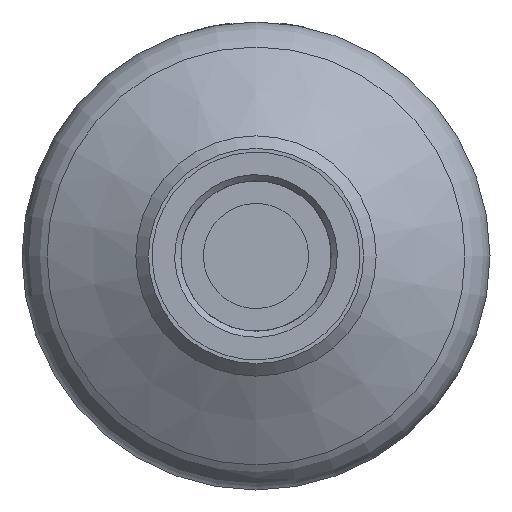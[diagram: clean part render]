
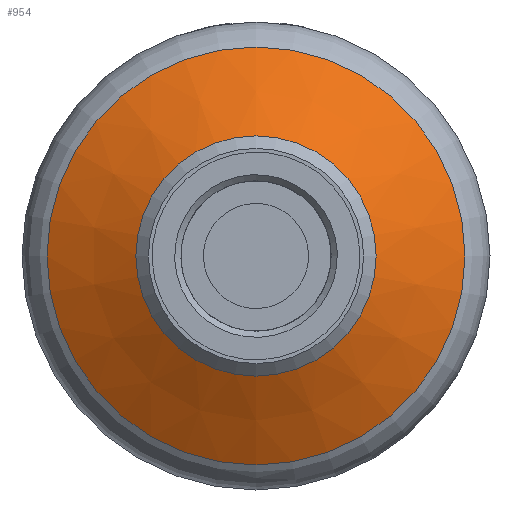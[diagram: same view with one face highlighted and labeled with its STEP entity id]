
A CAD part, front view. The second image highlights one B-rep face of the part: STEP entity #954.
In plain terms, the highlighted conical face has half-angle 60 degrees and reference radius 9.35 mm.
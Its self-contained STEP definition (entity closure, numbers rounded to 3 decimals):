
#67=CONICAL_SURFACE('',#1095,9.35,1.047);
#97=FACE_OUTER_BOUND('',#153,.T.);
#153=EDGE_LOOP('',(#784,#785,#786,#787,#788,#789));
#209=LINE('',#1675,#259);
#259=VECTOR('',#1349,9.35);
#331=CIRCLE('',#1072,8.35);
#332=CIRCLE('',#1073,8.35);
#349=CIRCLE('',#1096,4.8);
#350=CIRCLE('',#1097,4.8);
#415=VERTEX_POINT('',#1583);
#416=VERTEX_POINT('',#1585);
#443=VERTEX_POINT('',#1674);
#444=VERTEX_POINT('',#1676);
#536=EDGE_CURVE('',#416,#415,#331,.T.);
#537=EDGE_CURVE('',#415,#416,#332,.T.);
#570=EDGE_CURVE('',#415,#443,#209,.T.);
#571=EDGE_CURVE('',#444,#443,#349,.T.);
#572=EDGE_CURVE('',#443,#444,#350,.T.);
#784=ORIENTED_EDGE('',*,*,#536,.T.);
#785=ORIENTED_EDGE('',*,*,#570,.T.);
#786=ORIENTED_EDGE('',*,*,#571,.F.);
#787=ORIENTED_EDGE('',*,*,#572,.F.);
#788=ORIENTED_EDGE('',*,*,#570,.F.);
#789=ORIENTED_EDGE('',*,*,#537,.T.);
#954=ADVANCED_FACE('',(#97),#67,.T.);
#1072=AXIS2_PLACEMENT_3D('',#1586,#1291,#1292);
#1073=AXIS2_PLACEMENT_3D('',#1587,#1293,#1294);
#1095=AXIS2_PLACEMENT_3D('',#1673,#1347,#1348);
#1096=AXIS2_PLACEMENT_3D('',#1677,#1350,#1351);
#1097=AXIS2_PLACEMENT_3D('',#1678,#1352,#1353);
#1291=DIRECTION('center_axis',(0.,-1.,0.));
#1292=DIRECTION('ref_axis',(0.,0.,-1.));
#1293=DIRECTION('center_axis',(0.,-1.,0.));
#1294=DIRECTION('ref_axis',(0.,0.,-1.));
#1347=DIRECTION('center_axis',(0.,1.,0.));
#1348=DIRECTION('ref_axis',(0.,0.,1.));
#1349=DIRECTION('',(0.,-0.5,0.866));
#1350=DIRECTION('center_axis',(0.,-1.,0.));
#1351=DIRECTION('ref_axis',(0.,0.,-1.));
#1352=DIRECTION('center_axis',(0.,-1.,0.));
#1353=DIRECTION('ref_axis',(0.,0.,-1.));
#1583=CARTESIAN_POINT('',(-8.341,-11.264,25.648));
#1585=CARTESIAN_POINT('',(-8.341,-11.264,42.348));
#1586=CARTESIAN_POINT('Origin',(-8.341,-11.264,33.998));
#1587=CARTESIAN_POINT('Origin',(-8.341,-11.264,33.998));
#1673=CARTESIAN_POINT('Origin',(-8.341,-10.687,33.998));
#1674=CARTESIAN_POINT('',(-8.341,-13.314,29.198));
#1675=CARTESIAN_POINT('',(-8.341,-10.687,24.648));
#1676=CARTESIAN_POINT('',(-8.341,-13.314,38.798));
#1677=CARTESIAN_POINT('Origin',(-8.341,-13.314,33.998));
#1678=CARTESIAN_POINT('Origin',(-8.341,-13.314,33.998));
